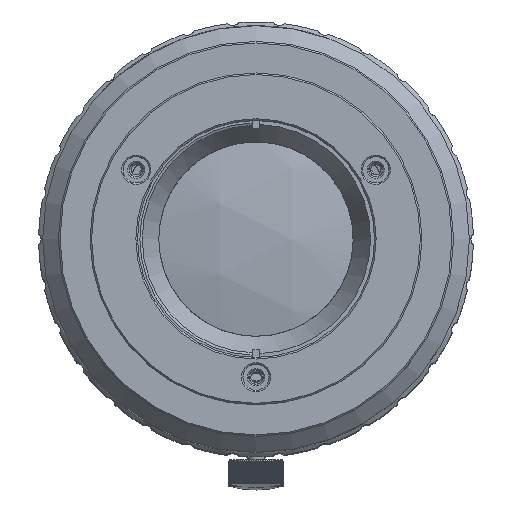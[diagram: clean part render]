
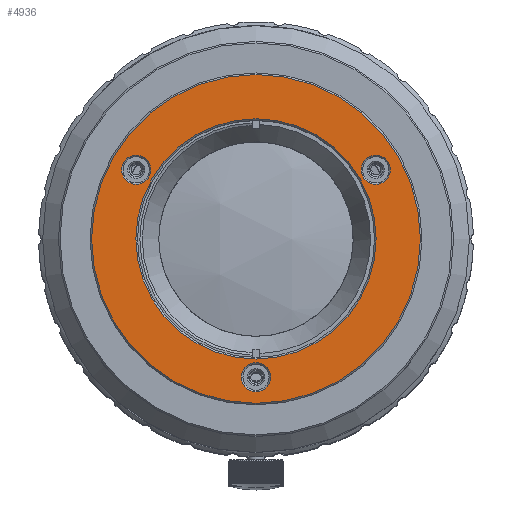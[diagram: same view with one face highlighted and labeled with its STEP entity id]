
A CAD part, top view. The second image highlights one B-rep face of the part: STEP entity #4936.
In plain terms, the highlighted planar face has unit normal (0, 0, 1).
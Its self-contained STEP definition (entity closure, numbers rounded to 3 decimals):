
#4936=ADVANCED_FACE('',(#11527,#11528,#11529,#11530,#11531),#6214,.F.);
#6214=PLANE('',#41101);
#11527=FACE_BOUND('',#13560,.T.);
#11528=FACE_BOUND('',#13561,.T.);
#11529=FACE_BOUND('',#13562,.T.);
#11530=FACE_BOUND('',#13563,.T.);
#11531=FACE_BOUND('',#13564,.T.);
#13560=EDGE_LOOP('',(#25366));
#13561=EDGE_LOOP('',(#25367));
#13562=EDGE_LOOP('',(#25368));
#13563=EDGE_LOOP('',(#25369));
#13564=EDGE_LOOP('',(#25370));
#25366=ORIENTED_EDGE('',*,*,#36074,.T.);
#25367=ORIENTED_EDGE('',*,*,#36075,.T.);
#25368=ORIENTED_EDGE('',*,*,#36076,.T.);
#25369=ORIENTED_EDGE('',*,*,#36077,.T.);
#25370=ORIENTED_EDGE('',*,*,#36078,.T.);
#30972=VERTEX_POINT('',#81304);
#30973=VERTEX_POINT('',#81306);
#30974=VERTEX_POINT('',#81308);
#30975=VERTEX_POINT('',#81310);
#30976=VERTEX_POINT('',#81312);
#36074=EDGE_CURVE('',#30972,#30972,#38428,.T.);
#36075=EDGE_CURVE('',#30973,#30973,#38429,.T.);
#36076=EDGE_CURVE('',#30974,#30974,#38430,.T.);
#36077=EDGE_CURVE('',#30975,#30975,#38431,.T.);
#36078=EDGE_CURVE('',#30976,#30976,#38432,.T.);
#38428=CIRCLE('',#41096,1.85);
#38429=CIRCLE('',#41097,1.85);
#38430=CIRCLE('',#41098,1.85);
#38431=CIRCLE('',#41099,15.2);
#38432=CIRCLE('',#41100,20.8);
#41096=AXIS2_PLACEMENT_3D('',#81303,#48575,#48576);
#41097=AXIS2_PLACEMENT_3D('',#81305,#48577,#48578);
#41098=AXIS2_PLACEMENT_3D('',#81307,#48579,#48580);
#41099=AXIS2_PLACEMENT_3D('',#81309,#48581,#48582);
#41100=AXIS2_PLACEMENT_3D('',#81311,#48583,#48584);
#41101=AXIS2_PLACEMENT_3D('',#81313,#48585,#48586);
#48575=DIRECTION('',(0.,0.,-1.));
#48576=DIRECTION('',(-1.,0.,0.));
#48577=DIRECTION('',(0.,0.,-1.));
#48578=DIRECTION('',(-1.,0.,0.));
#48579=DIRECTION('',(0.,0.,-1.));
#48580=DIRECTION('',(-1.,0.,0.));
#48581=DIRECTION('',(0.,0.,-1.));
#48582=DIRECTION('',(-1.,0.,0.));
#48583=DIRECTION('',(0.,0.,1.));
#48584=DIRECTION('',(-1.,0.,0.));
#48585=DIRECTION('',(0.,0.,-1.));
#48586=DIRECTION('',(-1.,0.,0.));
#81303=CARTESIAN_POINT('',(15.155,8.75,92.305));
#81304=CARTESIAN_POINT('',(13.305,8.75,92.305));
#81305=CARTESIAN_POINT('',(0.,-17.5,92.305));
#81306=CARTESIAN_POINT('',(-1.85,-17.5,92.305));
#81307=CARTESIAN_POINT('',(-15.155,8.75,92.305));
#81308=CARTESIAN_POINT('',(-17.005,8.75,92.305));
#81309=CARTESIAN_POINT('',(0.,0.,92.305));
#81310=CARTESIAN_POINT('',(-15.2,0.,92.305));
#81311=CARTESIAN_POINT('',(0.,0.,92.305));
#81312=CARTESIAN_POINT('',(-20.8,0.,92.305));
#81313=CARTESIAN_POINT('',(0.,-15.,92.305));
